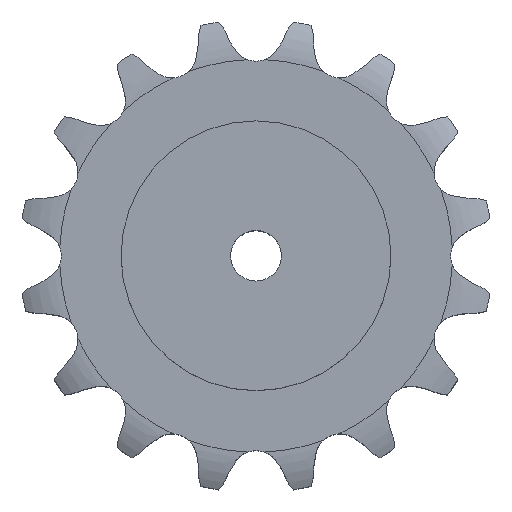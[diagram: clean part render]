
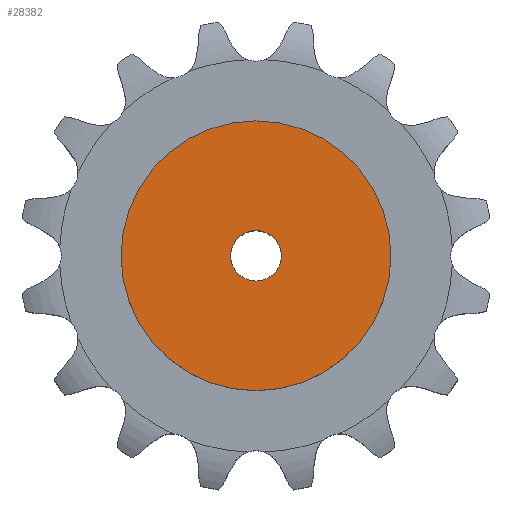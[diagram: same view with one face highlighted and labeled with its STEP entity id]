
A CAD part, top view. The second image highlights one B-rep face of the part: STEP entity #28382.
In plain terms, the highlighted planar face has unit normal (0, 0, 1).
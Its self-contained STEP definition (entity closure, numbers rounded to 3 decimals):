
#15137 = CYLINDRICAL_SURFACE('',#15138,15.);
#15138 = AXIS2_PLACEMENT_3D('',#15139,#15140,#15141);
#15139 = CARTESIAN_POINT('',(0.,0.,457.259));
#15140 = DIRECTION('',(0.,0.,1.));
#15141 = DIRECTION('',(1.,0.,0.));
#19213 = EDGE_CURVE('',#19214,#19214,#19216,.T.);
#19214 = VERTEX_POINT('',#19215);
#19215 = CARTESIAN_POINT('',(15.,0.,120.));
#19216 = SURFACE_CURVE('',#19217,(#19222,#19229),.PCURVE_S1.);
#19217 = CIRCLE('',#19218,15.);
#19218 = AXIS2_PLACEMENT_3D('',#19219,#19220,#19221);
#19219 = CARTESIAN_POINT('',(0.,0.,120.));
#19220 = DIRECTION('',(0.,0.,1.));
#19221 = DIRECTION('',(1.,0.,0.));
#19222 = PCURVE('',#15137,#19223);
#19223 = DEFINITIONAL_REPRESENTATION('',(#19224),#19228);
#19224 = LINE('',#19225,#19226);
#19225 = CARTESIAN_POINT('',(0.,-337.259));
#19226 = VECTOR('',#19227,1.);
#19227 = DIRECTION('',(1.,0.));
#19228 = ( GEOMETRIC_REPRESENTATION_CONTEXT(2) 
PARAMETRIC_REPRESENTATION_CONTEXT() REPRESENTATION_CONTEXT('2D SPACE',''
  ) );
#19229 = PCURVE('',#19230,#19235);
#19230 = PLANE('',#19231);
#19231 = AXIS2_PLACEMENT_3D('',#19232,#19233,#19234);
#19232 = CARTESIAN_POINT('',(0.,0.,120.
    ));
#19233 = DIRECTION('',(0.,0.,1.));
#19234 = DIRECTION('',(1.,0.,0.));
#19235 = DEFINITIONAL_REPRESENTATION('',(#19236),#19240);
#19236 = CIRCLE('',#19237,15.);
#19237 = AXIS2_PLACEMENT_2D('',#19238,#19239);
#19238 = CARTESIAN_POINT('',(0.,0.));
#19239 = DIRECTION('',(1.,0.));
#19240 = ( GEOMETRIC_REPRESENTATION_CONTEXT(2) 
PARAMETRIC_REPRESENTATION_CONTEXT() REPRESENTATION_CONTEXT('2D SPACE',''
  ) );
#28382 = ADVANCED_FACE('',(#28383,#28414),#19230,.T.);
#28383 = FACE_BOUND('',#28384,.T.);
#28384 = EDGE_LOOP('',(#28385));
#28385 = ORIENTED_EDGE('',*,*,#28386,.T.);
#28386 = EDGE_CURVE('',#28387,#28387,#28389,.T.);
#28387 = VERTEX_POINT('',#28388);
#28388 = CARTESIAN_POINT('',(80.,0.,120.));
#28389 = SURFACE_CURVE('',#28390,(#28395,#28402),.PCURVE_S1.);
#28390 = CIRCLE('',#28391,80.);
#28391 = AXIS2_PLACEMENT_3D('',#28392,#28393,#28394);
#28392 = CARTESIAN_POINT('',(0.,0.,120.));
#28393 = DIRECTION('',(0.,0.,1.));
#28394 = DIRECTION('',(1.,0.,0.));
#28395 = PCURVE('',#19230,#28396);
#28396 = DEFINITIONAL_REPRESENTATION('',(#28397),#28401);
#28397 = CIRCLE('',#28398,80.);
#28398 = AXIS2_PLACEMENT_2D('',#28399,#28400);
#28399 = CARTESIAN_POINT('',(0.,0.));
#28400 = DIRECTION('',(1.,0.));
#28401 = ( GEOMETRIC_REPRESENTATION_CONTEXT(2) 
PARAMETRIC_REPRESENTATION_CONTEXT() REPRESENTATION_CONTEXT('2D SPACE',''
  ) );
#28402 = PCURVE('',#28403,#28408);
#28403 = CYLINDRICAL_SURFACE('',#28404,80.);
#28404 = AXIS2_PLACEMENT_3D('',#28405,#28406,#28407);
#28405 = CARTESIAN_POINT('',(0.,0.,0.));
#28406 = DIRECTION('',(-0.,-0.,-1.));
#28407 = DIRECTION('',(1.,0.,0.));
#28408 = DEFINITIONAL_REPRESENTATION('',(#28409),#28413);
#28409 = LINE('',#28410,#28411);
#28410 = CARTESIAN_POINT('',(-0.,-120.));
#28411 = VECTOR('',#28412,1.);
#28412 = DIRECTION('',(-1.,0.));
#28413 = ( GEOMETRIC_REPRESENTATION_CONTEXT(2) 
PARAMETRIC_REPRESENTATION_CONTEXT() REPRESENTATION_CONTEXT('2D SPACE',''
  ) );
#28414 = FACE_BOUND('',#28415,.T.);
#28415 = EDGE_LOOP('',(#28416));
#28416 = ORIENTED_EDGE('',*,*,#19213,.F.);
